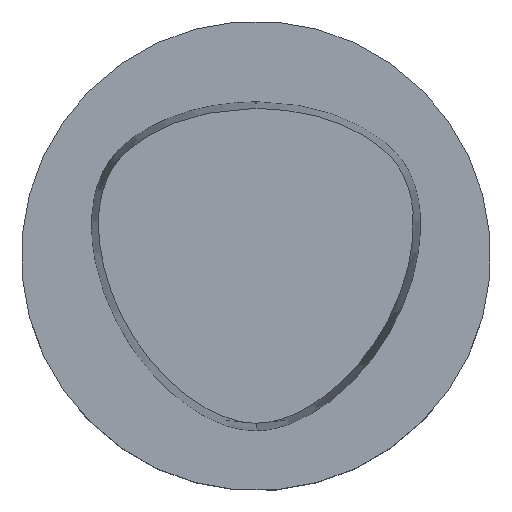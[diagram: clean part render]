
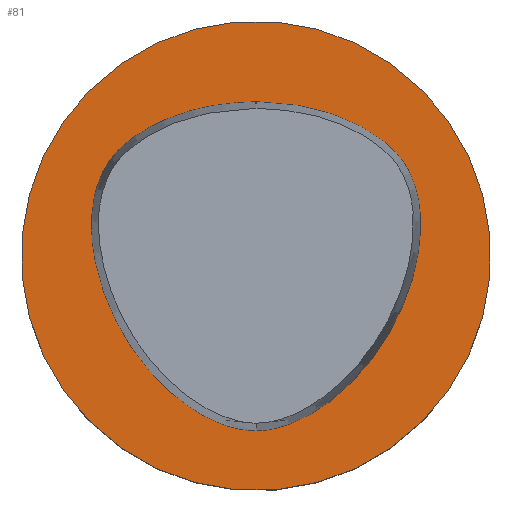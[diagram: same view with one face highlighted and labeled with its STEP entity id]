
A CAD part, top view. The second image highlights one B-rep face of the part: STEP entity #81.
In plain terms, the highlighted planar face has unit normal (0, 0, 1).
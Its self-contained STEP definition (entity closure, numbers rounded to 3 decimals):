
#81=ADVANCED_FACE('',(#99,#100),#101,.F.);
#99=FACE_BOUND('',#259,.T.);
#100=FACE_OUTER_BOUND('',#260,.T.);
#101=PLANE('',#261);
#259=EDGE_LOOP('',(#296,#297,#298));
#260=EDGE_LOOP('',(#299));
#261=AXIS2_PLACEMENT_3D('',#300,#301,#302);
#296=ORIENTED_EDGE('',*,*,#312,.T.);
#297=ORIENTED_EDGE('',*,*,#316,.T.);
#298=ORIENTED_EDGE('',*,*,#319,.T.);
#299=ORIENTED_EDGE('',*,*,#320,.T.);
#300=CARTESIAN_POINT('',(-17.972,-25.861,0.0));
#301=DIRECTION('',(0.0,0.0,-1.0));
#302=DIRECTION('',(0.0,-1.0,0.0));
#312=EDGE_CURVE('',#324,#325,#326,.T.);
#316=EDGE_CURVE('',#325,#332,#333,.T.);
#319=EDGE_CURVE('',#332,#324,#336,.T.);
#320=EDGE_CURVE('',#337,#337,#338,.T.);
#324=VERTEX_POINT('',#345);
#325=VERTEX_POINT('',#346);
#326=B_SPLINE_CURVE_WITH_KNOTS('',3,(#347,#348,#349,#350,#351,#352,#353,#354,#355,#356,#357,#358,#359,#360,#361,#362,#363),.UNSPECIFIED.,.F.,.F.,(4,1,1,1,1,1,1,1,1,1,1,1,1,1,4),(-13.23,-12.817,-12.403,-11.99,-11.576,-11.163,-10.956,-10.75,-10.336,-9.923,-9.096,-8.269,-7.442,-7.029,-6.615),.UNSPECIFIED.);
#332=VERTEX_POINT('',#386);
#333=B_SPLINE_CURVE_WITH_KNOTS('',3,(#387,#388,#389,#390,#391,#392,#393,#394,#395,#396,#397,#398,#399,#400,#401,#402,#403,#404),.UNSPECIFIED.,.F.,.F.,(4,1,1,1,1,1,1,1,1,2,1,1,1,1,4),(-6.615,-6.202,-5.788,-5.375,-4.961,-4.134,-3.308,-2.894,-2.481,-2.067,-1.654,-1.24,-0.827,-0.413,0.0),.UNSPECIFIED.);
#336=CIRCLE('',#423,0.95);
#337=VERTEX_POINT('',#424);
#338=CIRCLE('',#425,31.493);
#345=CARTESIAN_POINT('',(0.045,20.677,0.0));
#346=CARTESIAN_POINT('',(0.044,-23.469,0.0));
#347=CARTESIAN_POINT('',(0.045,20.677,0.0));
#348=CARTESIAN_POINT('',(1.424,20.61,0.0));
#349=CARTESIAN_POINT('',(4.223,20.484,0.0));
#350=CARTESIAN_POINT('',(8.472,19.689,0.0));
#351=CARTESIAN_POINT('',(12.514,18.243,0.0));
#352=CARTESIAN_POINT('',(16.304,16.173,0.0));
#353=CARTESIAN_POINT('',(19.145,13.704,0.0));
#354=CARTESIAN_POINT('',(20.732,11.101,0.0));
#355=CARTESIAN_POINT('',(21.783,8.281,0.0));
#356=CARTESIAN_POINT('',(22.226,4.609,0.0));
#357=CARTESIAN_POINT('',(21.744,-1.113,0.0));
#358=CARTESIAN_POINT('',(19.552,-7.954,0.0));
#359=CARTESIAN_POINT('',(14.957,-15.209,0.0));
#360=CARTESIAN_POINT('',(9.668,-20.083,0.0));
#361=CARTESIAN_POINT('',(4.516,-22.795,0.0));
#362=CARTESIAN_POINT('',(1.559,-23.461,0.0));
#363=CARTESIAN_POINT('',(0.044,-23.469,0.0));
#386=CARTESIAN_POINT('',(-0.045,20.677,0.0));
#387=CARTESIAN_POINT('',(0.044,-23.469,0.0));
#388=CARTESIAN_POINT('',(-1.471,-23.477,0.0));
#389=CARTESIAN_POINT('',(-4.439,-22.821,0.0));
#390=CARTESIAN_POINT('',(-8.35,-20.8,0.0));
#391=CARTESIAN_POINT('',(-11.745,-18.156,0.0));
#392=CARTESIAN_POINT('',(-15.699,-14.041,0.0));
#393=CARTESIAN_POINT('',(-19.535,-8.006,0.0));
#394=CARTESIAN_POINT('',(-21.721,-1.161,0.0));
#395=CARTESIAN_POINT('',(-22.249,4.55,0.0));
#396=CARTESIAN_POINT('',(-21.665,9.002,0.0));
#397=CARTESIAN_POINT('',(-20.395,11.778,0.0));
#398=CARTESIAN_POINT('',(-18.593,14.198,0.0));
#399=CARTESIAN_POINT('',(-16.323,16.178,0.0));
#400=CARTESIAN_POINT('',(-12.508,18.252,0.0));
#401=CARTESIAN_POINT('',(-8.468,19.679,0.0));
#402=CARTESIAN_POINT('',(-4.23,20.488,0.0));
#403=CARTESIAN_POINT('',(-1.423,20.613,0.0));
#404=CARTESIAN_POINT('',(-0.045,20.677,0.0));
#423=AXIS2_PLACEMENT_3D('',#435,#436,#437);
#424=CARTESIAN_POINT('',(-22.269,22.269,0.0));
#425=AXIS2_PLACEMENT_3D('',#438,#439,#440);
#435=CARTESIAN_POINT('',(-0.001,19.728,0.0));
#436=DIRECTION('',(0.0,0.0,-1.0));
#437=DIRECTION('',(-0.046,0.999,0.0));
#438=CARTESIAN_POINT('',(0.,0.,0.0));
#439=DIRECTION('',(0.0,0.0,1.0));
#440=DIRECTION('',(0.707,-0.707,0.0));
